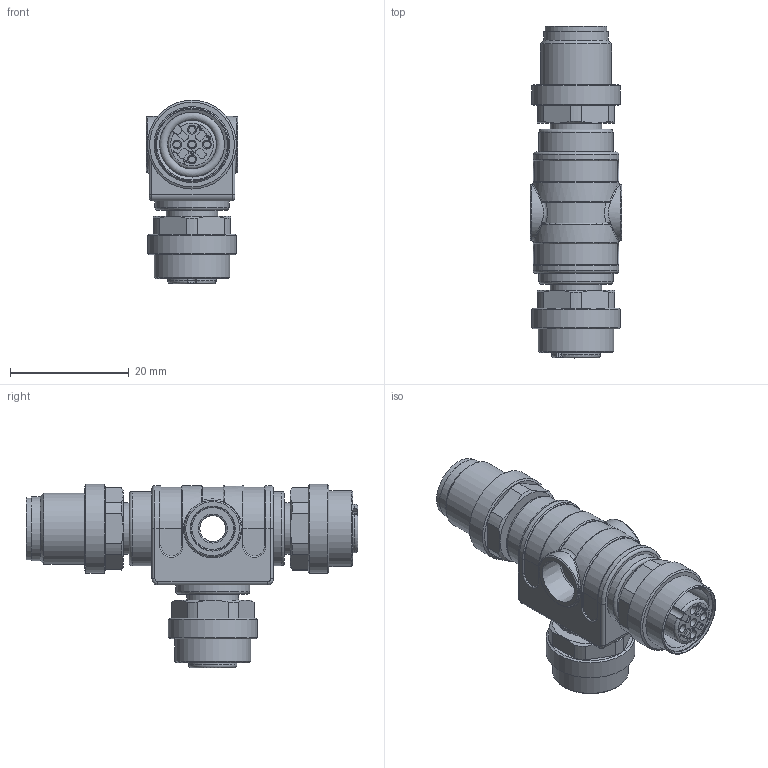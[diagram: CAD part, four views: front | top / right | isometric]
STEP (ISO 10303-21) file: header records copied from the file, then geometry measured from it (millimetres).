
FILE_DESCRIPTION(/* description */ (''),/* implementation_level */ '2;1');
FILE_NAME(/* name */ 'FKM5-FKM5-FSM5_stp.stp',/* time_stamp */ '2018-06-06T11:32:10+02:00',/* author */ (''),/* organization */ (''),/* preprocessor_version */ 'ST-DEVELOPER v16',/* originating_system */ 'SIEMENS PLM Software NX 10.0',/* authorisation */ '');
FILE_SCHEMA (('AUTOMOTIVE_DESIGN { 1 0 10303 214 3 1 1 1 }'));
Length unit declared in the file: millimetre
Products named in the file (1): FKM5-FKM5-FSM5_stp
Bounding box: 15.4 x 56 x 31 mm (x, y, z)
Surface area: 5839.8 mm2 (no closed solid volume)
Topology: 0 solids, 1 shells, 585 faces, 1485 edges, 958 vertices
Faces by surface type: plane 228, cylinder 156, extrusion 96, cone 43, torus 41, bspline 16, sphere 5
Full cylindrical faces by diameter (mm): 1 x5, 1.15 x10, 2 x1, 4.4 x1, 8.3 x1, 8.7 x3, 9.5 x2, 10.5 x1, 10.8 x1, 10.95 x2, 12 x1, 12.3 x2, 12.5 x3, 12.8 x2, 15 x3
Entity records: 18275 total; most frequent: CARTESIAN_POINT 4957, ORIENTED_EDGE 2726, DIRECTION 2557, EDGE_CURVE 1363, VERTEX_POINT 918, AXIS2_PLACEMENT_3D 894, VECTOR 769, EDGE_LOOP 725
